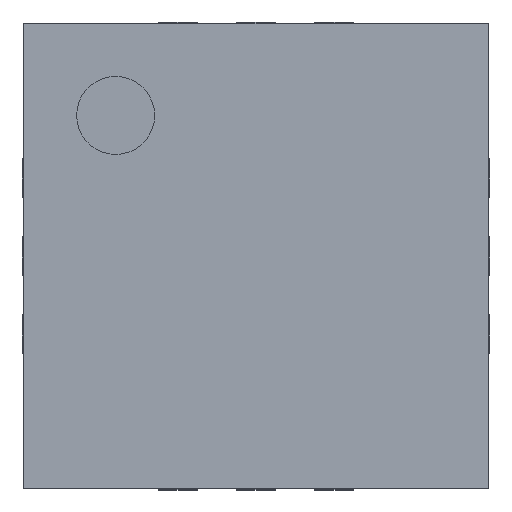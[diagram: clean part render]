
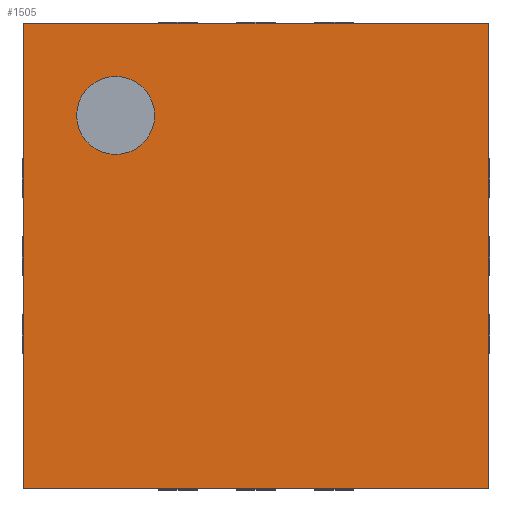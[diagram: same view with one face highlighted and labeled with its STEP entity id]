
A CAD part, top view. The second image highlights one B-rep face of the part: STEP entity #1505.
In plain terms, the highlighted planar face has unit normal (0, 0, 1).
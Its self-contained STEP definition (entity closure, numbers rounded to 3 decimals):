
#12=DIRECTION('',(0.,0.,1.));
#95=DIRECTION('',(0.,0.,-1.));
#152=VECTOR('',#153,1.);
#153=DIRECTION('',(1.,0.,0.));
#157=VECTOR('',#158,1.);
#158=DIRECTION('',(0.,-1.,0.));
#483=VERTEX_POINT('',#484);
#484=CARTESIAN_POINT('',(-1.49,1.49,0.77));
#486=ORIENTED_EDGE('',*,*,#487,.T.);
#487=EDGE_CURVE('',#483,#488,#490,.T.);
#488=VERTEX_POINT('',#489);
#489=CARTESIAN_POINT('',(-1.49,-1.49,0.77));
#490=LINE('',#484,#157);
#549=ORIENTED_EDGE('',*,*,#550,.F.);
#550=EDGE_CURVE('',#483,#551,#553,.T.);
#551=VERTEX_POINT('',#552);
#552=CARTESIAN_POINT('',(1.49,1.49,0.77));
#553=LINE('',#484,#152);
#939=EDGE_CURVE('',#551,#940,#942,.T.);
#940=VERTEX_POINT('',#941);
#941=CARTESIAN_POINT('',(1.49,-1.49,0.77));
#942=LINE('',#552,#157);
#1000=EDGE_CURVE('',#488,#940,#1001,.T.);
#1001=LINE('',#489,#152);
#1505=ADVANCED_FACE('',(#1506,#1510),#1519,.T.);
#1506=FACE_BOUND('',#1507,.T.);
#1507=EDGE_LOOP('',(#549,#486,#1508,#1509));
#1508=ORIENTED_EDGE('',*,*,#1000,.T.);
#1509=ORIENTED_EDGE('',*,*,#939,.F.);
#1510=FACE_BOUND('',#1511,.T.);
#1511=EDGE_LOOP('',(#1512));
#1512=ORIENTED_EDGE('',*,*,#1513,.T.);
#1513=EDGE_CURVE('',#1514,#1514,#1516,.T.);
#1514=VERTEX_POINT('',#1515);
#1515=CARTESIAN_POINT('',(-0.9,0.65,0.77));
#1516=CIRCLE('',#1517,0.25);
#1517=AXIS2_PLACEMENT_3D('',#1518,#95,#158);
#1518=CARTESIAN_POINT('',(-0.9,0.9,0.77));
#1519=PLANE('',#1520);
#1520=AXIS2_PLACEMENT_3D('',#484,#12,#158);
